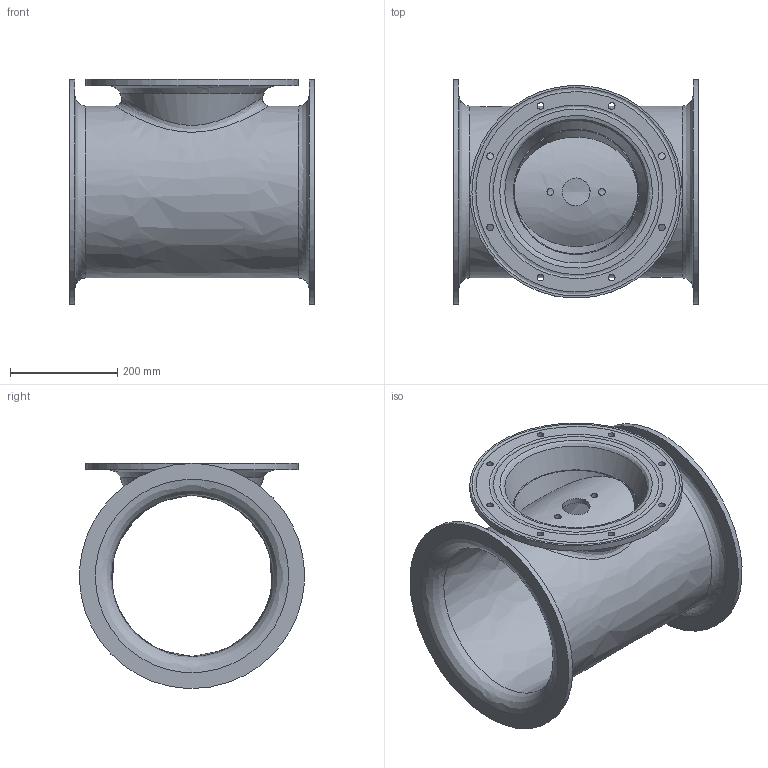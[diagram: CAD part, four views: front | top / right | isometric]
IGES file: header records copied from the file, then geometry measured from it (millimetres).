
Global section: file name: 90200i; native system: Autodesk Inventor 2016; preprocessor: unknown; author: Elvira H.; date: 20160222.133621; units: millimetre
Bounding box: 456 x 418.32 x 419 mm (x, y, z)
Volume: 6604732.2 mm3; surface area: 1339656.3 mm2
Topology: 1 solids, 1 shells, 39 faces, 129 edges, 96 vertices
Faces by surface type: bspline 39
